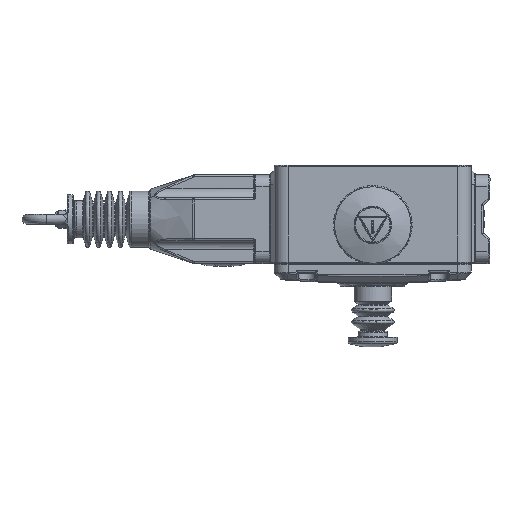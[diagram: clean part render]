
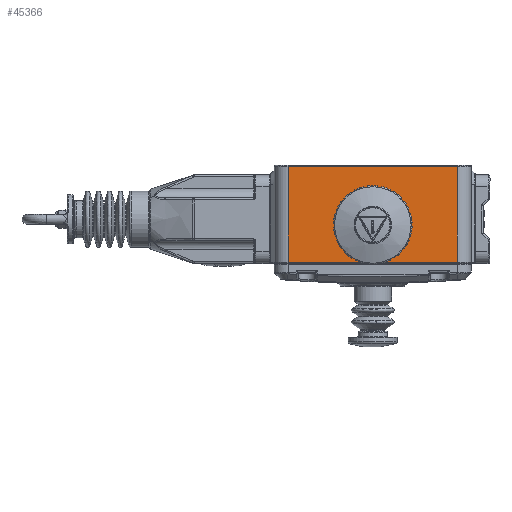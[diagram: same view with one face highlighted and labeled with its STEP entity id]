
A CAD part, front view. The second image highlights one B-rep face of the part: STEP entity #45366.
In plain terms, the highlighted planar face has unit normal (0, -1, 0).
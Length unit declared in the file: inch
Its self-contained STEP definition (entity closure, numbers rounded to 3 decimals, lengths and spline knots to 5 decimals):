
#3433 = ORIENTED_EDGE ( 'NONE', *, *, #84141, .F. ) ;
#4456 = FACE_OUTER_BOUND ( 'NONE', #86870, .T. ) ;
#9470 = CARTESIAN_POINT ( 'NONE',  ( 10.63579, -3.25093, -8.08907 ) ) ;
#17622 = CARTESIAN_POINT ( 'NONE',  ( 9.07771, -3.25093, -7.57891 ) ) ;
#18380 = CARTESIAN_POINT ( 'NONE',  ( 9.15696, -3.25093, -7.18046 ) ) ;
#19126 = CARTESIAN_POINT ( 'NONE',  ( 8.87281, -3.25093, -7.08423 ) ) ;
#19587 = VERTEX_POINT ( 'NONE', #66272 ) ;
#23270 = VERTEX_POINT ( 'NONE', #9470 ) ;
#28029 = FACE_BOUND ( 'NONE', #152796, .T. ) ;
#28234 = B_SPLINE_CURVE_WITH_KNOTS ( 'NONE', 3,
 ( #67748, #90532, #91296, #17622, #31661, #138394, #103075, #115646, #30898, #78761, #41922, #126626, #18380, #77222, #80304, #43451, #103835, #139942, #19126, #137638, #89014, #89784, #55178, #79524, #66967, #127404, #55954, #66196, #125863, #128172, #53637, #113330, #151688, #101529 ),
 .UNSPECIFIED., .T., .F.,
 ( 4, 2, 2, 2, 2, 2, 2, 2, 2, 2, 2, 2, 2, 2, 2, 2, 4 ),
 ( 0., 0.0625, 0.125, 0.1875, 0.25, 0.3125, 0.375, 0.4375, 0.5, 0.5625, 0.625, 0.6875, 0.75, 0.8125, 0.875, 0.9375, 1. ),
 .UNSPECIFIED. ) ;
#30898 = CARTESIAN_POINT ( 'NONE',  ( 9.2106, -3.25093, -7.38002 ) ) ;
#31661 = CARTESIAN_POINT ( 'NONE',  ( 9.1074, -3.25093, -7.55906 ) ) ;
#41922 = CARTESIAN_POINT ( 'NONE',  ( 9.20363, -3.25093, -7.27491 ) ) ;
#42214 = LINE ( 'NONE', #78309, #97563 ) ;
#43451 = CARTESIAN_POINT ( 'NONE',  ( 9.01295, -3.25093, -7.08423 ) ) ;
#45366 = ADVANCED_FACE ( 'NONE', ( #4456, #28029 ), #148841, .F. ) ;
#46979 = LINE ( 'NONE', #50065, #66966 ) ;
#50065 = CARTESIAN_POINT ( 'NONE',  ( 10.63579, -3.25093, -6.14813 ) ) ;
#52320 = DIRECTION ( 'NONE',  ( 0., 1., 0. ) ) ;
#53637 = CARTESIAN_POINT ( 'NONE',  ( 8.80805, -3.25093, -7.57891 ) ) ;
#54187 = LINE ( 'NONE', #102073, #94857 ) ;
#55178 = CARTESIAN_POINT ( 'NONE',  ( 8.70895, -3.25093, -7.21015 ) ) ;
#55954 = CARTESIAN_POINT ( 'NONE',  ( 8.68213, -3.25093, -7.41505 ) ) ;
#57227 = VERTEX_POINT ( 'NONE', #103068 ) ;
#58549 = CARTESIAN_POINT ( 'NONE',  ( 6.97438, -3.25093, -8.08907 ) ) ;
#60306 = CARTESIAN_POINT ( 'NONE',  ( 8.94288, -3.25093, -7.6127 ) ) ;
#60379 = VERTEX_POINT ( 'NONE', #153606 ) ;
#64786 = ORIENTED_EDGE ( 'NONE', *, *, #141534, .F. ) ;
#66196 = CARTESIAN_POINT ( 'NONE',  ( 8.70895, -3.25093, -7.47981 ) ) ;
#66272 = CARTESIAN_POINT ( 'NONE',  ( 7.24997, -3.25093, -8.08907 ) ) ;
#66966 = VECTOR ( 'NONE', #108958, 39.37008 ) ;
#66967 = CARTESIAN_POINT ( 'NONE',  ( 8.67516, -3.25093, -7.30994 ) ) ;
#67279 = DIRECTION ( 'NONE',  ( 0., 0., 1. ) ) ;
#67748 = CARTESIAN_POINT ( 'NONE',  ( 8.94288, -3.25093, -7.6127 ) ) ;
#70346 = LINE ( 'NONE', #58549, #140767 ) ;
#74166 = AXIS2_PLACEMENT_3D ( 'NONE', #122224, #52320, #145750 ) ;
#74628 = EDGE_CURVE ( 'NONE', #57227, #23270, #46979, .T. ) ;
#77222 = CARTESIAN_POINT ( 'NONE',  ( 9.1074, -3.25093, -7.1309 ) ) ;
#78309 = CARTESIAN_POINT ( 'NONE',  ( 7.24997, -3.25093, -6.14813 ) ) ;
#78761 = CARTESIAN_POINT ( 'NONE',  ( 9.2106, -3.25093, -7.30994 ) ) ;
#79524 = CARTESIAN_POINT ( 'NONE',  ( 8.68213, -3.25093, -7.27491 ) ) ;
#80304 = CARTESIAN_POINT ( 'NONE',  ( 9.07771, -3.25093, -7.11105 ) ) ;
#84141 = EDGE_CURVE ( 'NONE', #23270, #19587, #70346, .T. ) ;
#86870 = EDGE_LOOP ( 'NONE', ( #121853, #64786, #3433, #118498 ) ) ;
#89014 = CARTESIAN_POINT ( 'NONE',  ( 8.77836, -3.25093, -7.1309 ) ) ;
#89784 = CARTESIAN_POINT ( 'NONE',  ( 8.7288, -3.25093, -7.18046 ) ) ;
#90532 = CARTESIAN_POINT ( 'NONE',  ( 8.97792, -3.25093, -7.6127 ) ) ;
#91296 = CARTESIAN_POINT ( 'NONE',  ( 9.01295, -3.25093, -7.60573 ) ) ;
#94857 = VECTOR ( 'NONE', #149939, 39.37008 ) ;
#97563 = VECTOR ( 'NONE', #67279, 39.37008 ) ;
#100855 = EDGE_CURVE ( 'NONE', #131735, #131735, #28234, .T. ) ;
#101529 = CARTESIAN_POINT ( 'NONE',  ( 8.94288, -3.25093, -7.6127 ) ) ;
#102073 = CARTESIAN_POINT ( 'NONE',  ( 6.97438, -3.25093, -6.17569 ) ) ;
#103068 = CARTESIAN_POINT ( 'NONE',  ( 10.63579, -3.25093, -6.17569 ) ) ;
#103075 = CARTESIAN_POINT ( 'NONE',  ( 9.17681, -3.25093, -7.47981 ) ) ;
#103835 = CARTESIAN_POINT ( 'NONE',  ( 8.97792, -3.25093, -7.07726 ) ) ;
#106435 = DIRECTION ( 'NONE',  ( -1., 0., 0. ) ) ;
#108958 = DIRECTION ( 'NONE',  ( 0., 0., -1. ) ) ;
#113330 = CARTESIAN_POINT ( 'NONE',  ( 8.87281, -3.25093, -7.60573 ) ) ;
#115646 = CARTESIAN_POINT ( 'NONE',  ( 9.20363, -3.25093, -7.41505 ) ) ;
#118498 = ORIENTED_EDGE ( 'NONE', *, *, #74628, .F. ) ;
#119476 = ORIENTED_EDGE ( 'NONE', *, *, #100855, .F. ) ;
#121853 = ORIENTED_EDGE ( 'NONE', *, *, #128578, .F. ) ;
#122224 = CARTESIAN_POINT ( 'NONE',  ( 6.97438, -3.25093, -6.14813 ) ) ;
#125863 = CARTESIAN_POINT ( 'NONE',  ( 8.7288, -3.25093, -7.5095 ) ) ;
#126626 = CARTESIAN_POINT ( 'NONE',  ( 9.17681, -3.25093, -7.21015 ) ) ;
#127404 = CARTESIAN_POINT ( 'NONE',  ( 8.67516, -3.25093, -7.38002 ) ) ;
#128172 = CARTESIAN_POINT ( 'NONE',  ( 8.77836, -3.25093, -7.55906 ) ) ;
#128578 = EDGE_CURVE ( 'NONE', #60379, #57227, #54187, .T. ) ;
#131735 = VERTEX_POINT ( 'NONE', #60306 ) ;
#137638 = CARTESIAN_POINT ( 'NONE',  ( 8.80805, -3.25093, -7.11105 ) ) ;
#138394 = CARTESIAN_POINT ( 'NONE',  ( 9.15696, -3.25093, -7.5095 ) ) ;
#139942 = CARTESIAN_POINT ( 'NONE',  ( 8.90784, -3.25093, -7.07726 ) ) ;
#140767 = VECTOR ( 'NONE', #106435, 39.37008 ) ;
#141534 = EDGE_CURVE ( 'NONE', #19587, #60379, #42214, .T. ) ;
#145750 = DIRECTION ( 'NONE',  ( 0., 0., 1. ) ) ;
#148841 = PLANE ( 'NONE',  #74166 ) ;
#149939 = DIRECTION ( 'NONE',  ( 1., 0., 0. ) ) ;
#151688 = CARTESIAN_POINT ( 'NONE',  ( 8.90784, -3.25093, -7.6127 ) ) ;
#152796 = EDGE_LOOP ( 'NONE', ( #119476 ) ) ;
#153606 = CARTESIAN_POINT ( 'NONE',  ( 7.24997, -3.25093, -6.17569 ) ) ;
